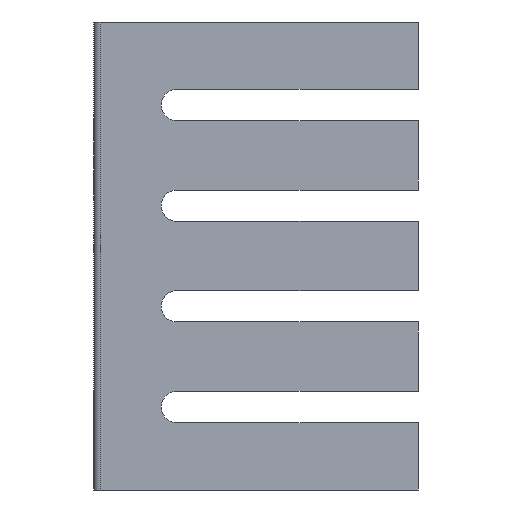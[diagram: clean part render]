
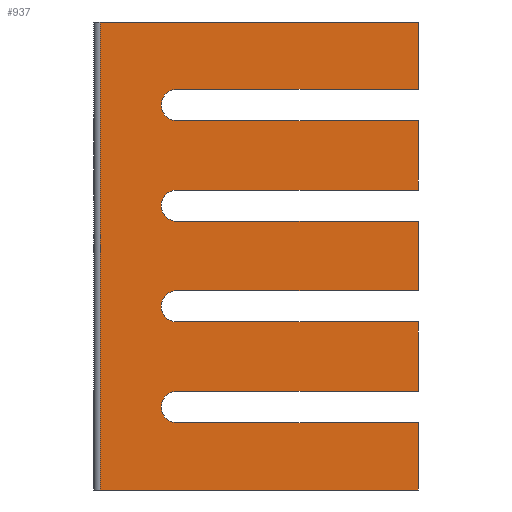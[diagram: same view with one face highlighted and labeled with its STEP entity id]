
A CAD part, left-side view. The second image highlights one B-rep face of the part: STEP entity #937.
In plain terms, the highlighted planar face has unit normal (-1, 0, 0).
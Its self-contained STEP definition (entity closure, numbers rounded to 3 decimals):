
#41=PLANE('',#1019);
#87=FACE_OUTER_BOUND('',#135,.T.);
#135=EDGE_LOOP('',(#785,#786,#787,#788,#789,#790,#791,#792,#793,#794,#795,
#796,#797,#798,#799,#800,#801,#802,#803,#804));
#150=LINE('',#1295,#263);
#158=LINE('',#1314,#271);
#169=LINE('',#1345,#282);
#173=LINE('',#1352,#286);
#185=LINE('',#1387,#298);
#189=LINE('',#1394,#302);
#201=LINE('',#1429,#314);
#205=LINE('',#1436,#318);
#217=LINE('',#1471,#330);
#221=LINE('',#1478,#334);
#242=LINE('',#1522,#355);
#243=LINE('',#1523,#356);
#244=LINE('',#1524,#357);
#245=LINE('',#1525,#358);
#246=LINE('',#1526,#359);
#247=LINE('',#1527,#360);
#263=VECTOR('',#1042,10.);
#271=VECTOR('',#1056,10.);
#282=VECTOR('',#1081,10.);
#286=VECTOR('',#1087,10.);
#298=VECTOR('',#1117,10.);
#302=VECTOR('',#1123,10.);
#314=VECTOR('',#1153,10.);
#318=VECTOR('',#1159,10.);
#330=VECTOR('',#1189,10.);
#334=VECTOR('',#1195,10.);
#355=VECTOR('',#1240,10.);
#356=VECTOR('',#1241,10.);
#357=VECTOR('',#1242,10.);
#358=VECTOR('',#1243,10.);
#359=VECTOR('',#1244,10.);
#360=VECTOR('',#1245,10.);
#381=CIRCLE('',#975,0.625);
#385=CIRCLE('',#985,0.625);
#389=CIRCLE('',#995,0.625);
#393=CIRCLE('',#1005,0.625);
#397=VERTEX_POINT('',#1288);
#400=VERTEX_POINT('',#1293);
#408=VERTEX_POINT('',#1313);
#418=VERTEX_POINT('',#1336);
#419=VERTEX_POINT('',#1338);
#421=VERTEX_POINT('',#1344);
#423=VERTEX_POINT('',#1350);
#434=VERTEX_POINT('',#1378);
#435=VERTEX_POINT('',#1380);
#437=VERTEX_POINT('',#1386);
#439=VERTEX_POINT('',#1392);
#450=VERTEX_POINT('',#1420);
#451=VERTEX_POINT('',#1422);
#453=VERTEX_POINT('',#1428);
#455=VERTEX_POINT('',#1434);
#466=VERTEX_POINT('',#1462);
#467=VERTEX_POINT('',#1464);
#469=VERTEX_POINT('',#1470);
#471=VERTEX_POINT('',#1476);
#482=VERTEX_POINT('',#1521);
#490=EDGE_CURVE('',#400,#397,#150,.T.);
#499=EDGE_CURVE('',#397,#408,#158,.T.);
#511=EDGE_CURVE('',#419,#418,#381,.T.);
#514=EDGE_CURVE('',#421,#419,#169,.T.);
#518=EDGE_CURVE('',#418,#423,#173,.T.);
#531=EDGE_CURVE('',#435,#434,#385,.T.);
#534=EDGE_CURVE('',#437,#435,#185,.T.);
#538=EDGE_CURVE('',#434,#439,#189,.T.);
#551=EDGE_CURVE('',#451,#450,#389,.T.);
#554=EDGE_CURVE('',#453,#451,#201,.T.);
#558=EDGE_CURVE('',#450,#455,#205,.T.);
#571=EDGE_CURVE('',#467,#466,#393,.T.);
#574=EDGE_CURVE('',#469,#467,#217,.T.);
#578=EDGE_CURVE('',#466,#471,#221,.T.);
#601=EDGE_CURVE('',#482,#400,#242,.T.);
#602=EDGE_CURVE('',#482,#469,#243,.T.);
#603=EDGE_CURVE('',#471,#437,#244,.T.);
#604=EDGE_CURVE('',#439,#421,#245,.T.);
#605=EDGE_CURVE('',#423,#453,#246,.T.);
#606=EDGE_CURVE('',#455,#408,#247,.T.);
#785=ORIENTED_EDGE('',*,*,#490,.F.);
#786=ORIENTED_EDGE('',*,*,#601,.F.);
#787=ORIENTED_EDGE('',*,*,#602,.T.);
#788=ORIENTED_EDGE('',*,*,#574,.T.);
#789=ORIENTED_EDGE('',*,*,#571,.T.);
#790=ORIENTED_EDGE('',*,*,#578,.T.);
#791=ORIENTED_EDGE('',*,*,#603,.T.);
#792=ORIENTED_EDGE('',*,*,#534,.T.);
#793=ORIENTED_EDGE('',*,*,#531,.T.);
#794=ORIENTED_EDGE('',*,*,#538,.T.);
#795=ORIENTED_EDGE('',*,*,#604,.T.);
#796=ORIENTED_EDGE('',*,*,#514,.T.);
#797=ORIENTED_EDGE('',*,*,#511,.T.);
#798=ORIENTED_EDGE('',*,*,#518,.T.);
#799=ORIENTED_EDGE('',*,*,#605,.T.);
#800=ORIENTED_EDGE('',*,*,#554,.T.);
#801=ORIENTED_EDGE('',*,*,#551,.T.);
#802=ORIENTED_EDGE('',*,*,#558,.T.);
#803=ORIENTED_EDGE('',*,*,#606,.T.);
#804=ORIENTED_EDGE('',*,*,#499,.F.);
#937=ADVANCED_FACE('',(#87),#41,.T.);
#975=AXIS2_PLACEMENT_3D('',#1339,#1075,#1076);
#985=AXIS2_PLACEMENT_3D('',#1381,#1111,#1112);
#995=AXIS2_PLACEMENT_3D('',#1423,#1147,#1148);
#1005=AXIS2_PLACEMENT_3D('',#1465,#1183,#1184);
#1019=AXIS2_PLACEMENT_3D('',#1520,#1238,#1239);
#1042=DIRECTION('',(0.,0.,1.));
#1056=DIRECTION('',(0.,-1.,0.));
#1075=DIRECTION('center_axis',(1.,0.,0.));
#1076=DIRECTION('ref_axis',(0.,0.,-1.));
#1081=DIRECTION('',(0.,1.,0.));
#1087=DIRECTION('',(0.,-1.,0.));
#1111=DIRECTION('center_axis',(1.,0.,0.));
#1112=DIRECTION('ref_axis',(0.,0.,-1.));
#1117=DIRECTION('',(0.,1.,0.));
#1123=DIRECTION('',(0.,-1.,0.));
#1147=DIRECTION('center_axis',(1.,0.,0.));
#1148=DIRECTION('ref_axis',(0.,0.,-1.));
#1153=DIRECTION('',(0.,1.,0.));
#1159=DIRECTION('',(0.,-1.,0.));
#1183=DIRECTION('center_axis',(1.,0.,0.));
#1184=DIRECTION('ref_axis',(0.,0.,-1.));
#1189=DIRECTION('',(0.,1.,0.));
#1195=DIRECTION('',(0.,-1.,0.));
#1238=DIRECTION('center_axis',(-1.,0.,0.));
#1239=DIRECTION('ref_axis',(0.,-1.,0.));
#1240=DIRECTION('',(0.,1.,0.));
#1241=DIRECTION('',(0.,0.,1.));
#1242=DIRECTION('',(0.,0.,1.));
#1243=DIRECTION('',(0.,0.,1.));
#1244=DIRECTION('',(0.,0.,1.));
#1245=DIRECTION('',(0.,0.,1.));
#1288=CARTESIAN_POINT('',(-6.65,6.25,18.75));
#1293=CARTESIAN_POINT('',(-6.65,6.25,0.));
#1295=CARTESIAN_POINT('',(-6.65,6.25,0.));
#1313=CARTESIAN_POINT('',(-6.65,-6.5,18.75));
#1314=CARTESIAN_POINT('',(-6.65,-6.5,18.75));
#1336=CARTESIAN_POINT('',(-6.65,3.175,12.017));
#1338=CARTESIAN_POINT('',(-6.65,3.175,10.767));
#1339=CARTESIAN_POINT('Origin',(-6.65,3.175,11.392));
#1344=CARTESIAN_POINT('',(-6.65,-6.5,10.767));
#1345=CARTESIAN_POINT('',(-6.65,4.838,10.767));
#1350=CARTESIAN_POINT('',(-6.65,-6.5,12.017));
#1352=CARTESIAN_POINT('',(-6.65,0.,12.017));
#1378=CARTESIAN_POINT('',(-6.65,3.175,7.983));
#1380=CARTESIAN_POINT('',(-6.65,3.175,6.733));
#1381=CARTESIAN_POINT('Origin',(-6.65,3.175,7.358));
#1386=CARTESIAN_POINT('',(-6.65,-6.5,6.733));
#1387=CARTESIAN_POINT('',(-6.65,4.838,6.733));
#1392=CARTESIAN_POINT('',(-6.65,-6.5,7.983));
#1394=CARTESIAN_POINT('',(-6.65,0.,7.983));
#1420=CARTESIAN_POINT('',(-6.65,3.175,16.05));
#1422=CARTESIAN_POINT('',(-6.65,3.175,14.8));
#1423=CARTESIAN_POINT('Origin',(-6.65,3.175,15.425));
#1428=CARTESIAN_POINT('',(-6.65,-6.5,14.8));
#1429=CARTESIAN_POINT('',(-6.65,4.838,14.8));
#1434=CARTESIAN_POINT('',(-6.65,-6.5,16.05));
#1436=CARTESIAN_POINT('',(-6.65,0.,16.05));
#1462=CARTESIAN_POINT('',(-6.65,3.175,3.95));
#1464=CARTESIAN_POINT('',(-6.65,3.175,2.7));
#1465=CARTESIAN_POINT('Origin',(-6.65,3.175,3.325));
#1470=CARTESIAN_POINT('',(-6.65,-6.5,2.7));
#1471=CARTESIAN_POINT('',(-6.65,4.838,2.7));
#1476=CARTESIAN_POINT('',(-6.65,-6.5,3.95));
#1478=CARTESIAN_POINT('',(-6.65,0.,3.95));
#1520=CARTESIAN_POINT('Origin',(-6.65,6.5,0.));
#1521=CARTESIAN_POINT('',(-6.65,-6.5,0.));
#1522=CARTESIAN_POINT('',(-6.65,-6.5,0.));
#1523=CARTESIAN_POINT('',(-6.65,-6.5,0.));
#1524=CARTESIAN_POINT('',(-6.65,-6.5,0.));
#1525=CARTESIAN_POINT('',(-6.65,-6.5,0.));
#1526=CARTESIAN_POINT('',(-6.65,-6.5,0.));
#1527=CARTESIAN_POINT('',(-6.65,-6.5,0.));
